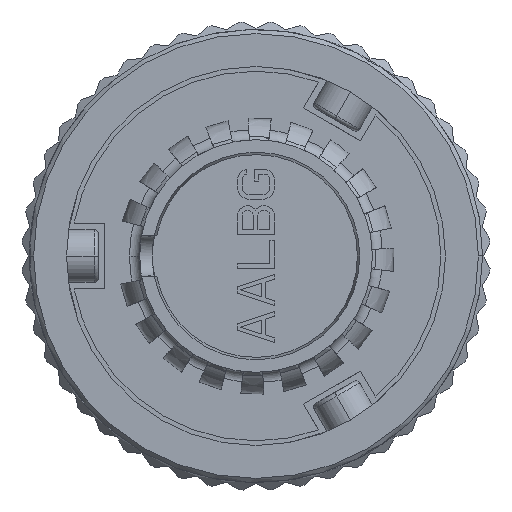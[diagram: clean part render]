
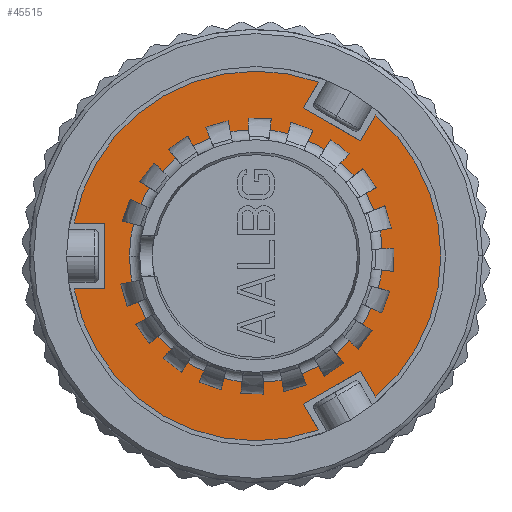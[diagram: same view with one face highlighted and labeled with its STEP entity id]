
A CAD part, left-side view. The second image highlights one B-rep face of the part: STEP entity #45515.
In plain terms, the highlighted planar face has unit normal (-1, 0, 0).
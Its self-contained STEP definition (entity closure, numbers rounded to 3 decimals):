
#16492=CARTESIAN_POINT('',(13.49,0.,0.));
#16493=DIRECTION('',(-1.,0.,0.));
#16494=DIRECTION('',(0.,0.984,-0.178));
#16495=AXIS2_PLACEMENT_3D('',#16492,#16493,#16494);
#16497=DIRECTION('',(0.,0.5,-0.866));
#16498=VECTOR('',#16497,1.456);
#16499=CARTESIAN_POINT('',(13.49,-3.03,8.448));
#16500=LINE('1447',#16499,#16498);
#16501=DIRECTION('',(0.,-0.866,-0.5));
#16502=VECTOR('',#16501,3.2);
#16503=CARTESIAN_POINT('',(13.49,-2.302,7.187));
#16504=LINE('1448',#16503,#16502);
#16505=DIRECTION('',(0.,-0.5,0.866));
#16506=VECTOR('',#16505,1.456);
#16507=CARTESIAN_POINT('',(13.49,-5.073,5.587));
#16508=LINE('1449',#16507,#16506);
#16509=DIRECTION('',(0.,0.5,0.866));
#16510=VECTOR('',#16509,1.456);
#16511=CARTESIAN_POINT('',(13.49,-5.801,-6.848));
#16512=LINE('1438',#16511,#16510);
#16513=DIRECTION('',(0.,0.866,-0.5));
#16514=VECTOR('',#16513,3.2);
#16515=CARTESIAN_POINT('',(13.49,-5.073,-5.587));
#16516=LINE('1439',#16515,#16514);
#16517=DIRECTION('',(0.,-0.5,-0.866));
#16518=VECTOR('',#16517,1.456);
#16519=CARTESIAN_POINT('',(13.49,-2.302,-7.187));
#16520=LINE('1440',#16519,#16518);
#16521=DIRECTION('',(0.,-1.,0.));
#16522=VECTOR('',#16521,1.456);
#16523=CARTESIAN_POINT('',(13.49,8.831,-1.6));
#16524=LINE('1424',#16523,#16522);
#16525=DIRECTION('',(0.,0.,1.));
#16526=VECTOR('',#16525,3.2);
#16527=CARTESIAN_POINT('',(13.49,7.375,-1.6));
#16528=LINE('1425',#16527,#16526);
#16529=DIRECTION('',(0.,-1.,0.));
#16530=VECTOR('',#16529,1.456);
#16531=CARTESIAN_POINT('',(13.49,8.831,1.6));
#16532=LINE('1426',#16531,#16530);
#16549=CARTESIAN_POINT('',(13.49,0.,0.));
#16550=DIRECTION('',(-1.,0.,0.));
#16551=DIRECTION('',(0.,-0.338,0.941));
#16552=AXIS2_PLACEMENT_3D('',#16549,#16550,#16551);
#16787=CARTESIAN_POINT('',(13.49,0.,0.));
#16788=DIRECTION('',(-1.,0.,0.));
#16789=DIRECTION('',(0.,-0.646,-0.763));
#16790=AXIS2_PLACEMENT_3D('',#16787,#16788,#16789);
#16797=CARTESIAN_POINT('',(13.49,0.,0.));
#16798=DIRECTION('',(-1.,0.,0.));
#16799=DIRECTION('',(0.,1.,0.));
#16800=AXIS2_PLACEMENT_3D('',#16797,#16798,#16799);
#19437=CARTESIAN_POINT('',(13.49,0.,0.));
#19438=DIRECTION('',(1.,0.,0.));
#19439=DIRECTION('',(0.,1.,0.));
#19440=AXIS2_PLACEMENT_3D('',#19437,#19438,#19439);
#25377=CARTESIAN_POINT('',(13.49,8.831,1.6));
#25379=VERTEX_POINT('',#25377);
#25381=CARTESIAN_POINT('',(13.49,8.831,-1.6));
#25382=CARTESIAN_POINT('',(13.49,7.375,-1.6));
#25383=VERTEX_POINT('',#25381);
#25384=VERTEX_POINT('',#25382);
#25385=CARTESIAN_POINT('',(13.49,7.375,1.6));
#25386=VERTEX_POINT('',#25385);
#25403=CARTESIAN_POINT('',(13.49,-5.801,-6.848));
#25405=VERTEX_POINT('',#25403);
#25407=CARTESIAN_POINT('',(13.49,-3.03,-8.448));
#25409=VERTEX_POINT('',#25407);
#25411=CARTESIAN_POINT('',(13.49,-5.073,-5.587));
#25412=VERTEX_POINT('',#25411);
#25413=CARTESIAN_POINT('',(13.49,-2.302,-7.187));
#25414=VERTEX_POINT('',#25413);
#25419=CARTESIAN_POINT('',(13.49,-3.03,8.448));
#25421=VERTEX_POINT('',#25419);
#25423=CARTESIAN_POINT('',(13.49,-5.801,6.848));
#25425=VERTEX_POINT('',#25423);
#25427=CARTESIAN_POINT('',(13.49,-2.302,7.187));
#25428=VERTEX_POINT('',#25427);
#25429=CARTESIAN_POINT('',(13.49,-5.073,5.587));
#25430=VERTEX_POINT('',#25429);
#25491=CARTESIAN_POINT('',(13.49,6.15,0.));
#25493=VERTEX_POINT('',#25491);
#25495=CARTESIAN_POINT('',(13.49,-6.15,0.));
#25496=VERTEX_POINT('',#25495);
#45484=CARTESIAN_POINT('',(13.49,0.,0.));
#45485=DIRECTION('',(1.,0.,0.));
#45486=DIRECTION('',(0.,-1.,0.));
#45487=AXIS2_PLACEMENT_3D('',#45484,#45485,#45486);
#45488=PLANE('248',#45487);
#45490=ORIENTED_EDGE('1447',*,*,#45489,.T.);
#45491=ORIENTED_EDGE('1448',*,*,#45284,.T.);
#45493=ORIENTED_EDGE('1449',*,*,#45492,.T.);
#45495=ORIENTED_EDGE('1456',*,*,#45494,.F.);
#45497=ORIENTED_EDGE('1438',*,*,#45496,.T.);
#45498=ORIENTED_EDGE('1439',*,*,#45334,.T.);
#45499=ORIENTED_EDGE('1440',*,*,#45428,.T.);
#45500=ORIENTED_EDGE('1442',*,*,#45451,.F.);
#45501=ORIENTED_EDGE('1424',*,*,#45471,.T.);
#45502=ORIENTED_EDGE('1425',*,*,#45233,.T.);
#45504=ORIENTED_EDGE('1426',*,*,#45503,.F.);
#45506=ORIENTED_EDGE('1457',*,*,#45505,.F.);
#45507=EDGE_LOOP('248',(#45490,#45491,#45493,#45495,#45497,#45498,#45499,#45500,
#45501,#45502,#45504,#45506));
#45508=FACE_OUTER_BOUND('248',#45507,.F.);
#45510=ORIENTED_EDGE('1495',*,*,#45509,.T.);
#45512=ORIENTED_EDGE('1494',*,*,#45511,.F.);
#45513=EDGE_LOOP('248',(#45510,#45512));
#45514=FACE_BOUND('248',#45513,.F.);
#16496=CIRCLE('1442',#16495,8.975);
#16553=CIRCLE('1457',#16552,8.975);
#16791=CIRCLE('1456',#16790,8.975);
#16801=CIRCLE('1495',#16800,6.15);
#19441=CIRCLE('1494',#19440,6.15);
#45233=EDGE_CURVE('1425',#25384,#25386,#16528,.T.);
#45284=EDGE_CURVE('1448',#25428,#25430,#16504,.T.);
#45334=EDGE_CURVE('1439',#25412,#25414,#16516,.T.);
#45428=EDGE_CURVE('1440',#25414,#25409,#16520,.T.);
#45451=EDGE_CURVE('1442',#25383,#25409,#16496,.T.);
#45471=EDGE_CURVE('1424',#25383,#25384,#16524,.T.);
#45489=EDGE_CURVE('1447',#25421,#25428,#16500,.T.);
#45492=EDGE_CURVE('1449',#25430,#25425,#16508,.T.);
#45494=EDGE_CURVE('1456',#25405,#25425,#16791,.T.);
#45496=EDGE_CURVE('1438',#25405,#25412,#16512,.T.);
#45503=EDGE_CURVE('1426',#25379,#25386,#16532,.T.);
#45505=EDGE_CURVE('1457',#25421,#25379,#16553,.T.);
#45509=EDGE_CURVE('1495',#25493,#25496,#16801,.T.);
#45511=EDGE_CURVE('1494',#25493,#25496,#19441,.T.);
#45515=ADVANCED_FACE('248',(#45508,#45514),#45488,.F.);
